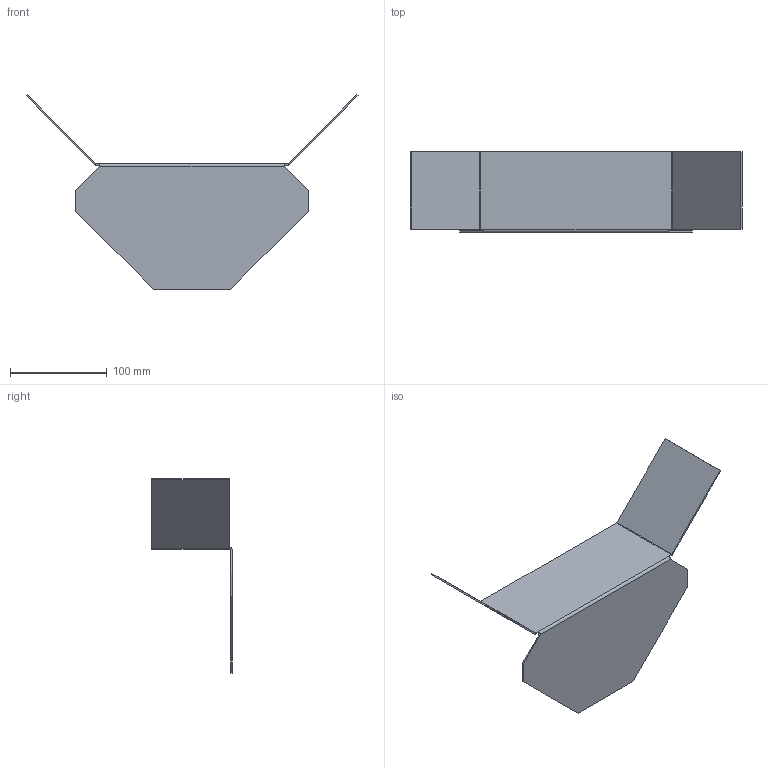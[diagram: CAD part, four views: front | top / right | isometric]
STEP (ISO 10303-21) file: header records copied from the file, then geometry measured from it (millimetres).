
FILE_DESCRIPTION((''),'2;1');
FILE_NAME('6069320','2012-11-15T',('AndreasKeweloh'),(''),'PRO/ENGINEER BY PARAMETRIC TECHNOLOGY CORPORATION, 2012230','PRO/ENGINEER BY PARAMETRIC TECHNOLOGY CORPORATION, 2012230','');
FILE_SCHEMA(('CONFIG_CONTROL_DESIGN'));
Length unit declared in the file: millimetre
Products named in the file (1): 6069320
Bounding box: 342.57 x 82.99 x 200.35 mm (x, y, z)
Volume: 84132.9 mm3; surface area: 113974.1 mm2
Topology: 1 solids, 1 shells, 38 faces, 84 edges, 48 vertices
Faces by surface type: plane 32, cylinder 6
Entity records: 1046 total; most frequent: DIRECTION 172, CARTESIAN_POINT 170, ORIENTED_EDGE 168, EDGE_CURVE 84, VECTOR 72, LINE 72, AXIS2_PLACEMENT_3D 50, VERTEX_POINT 48
